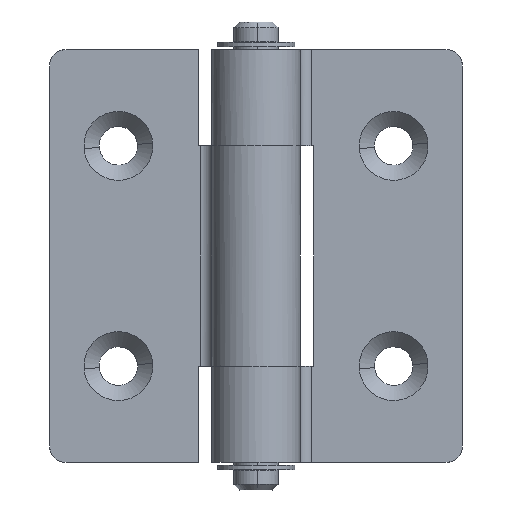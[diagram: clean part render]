
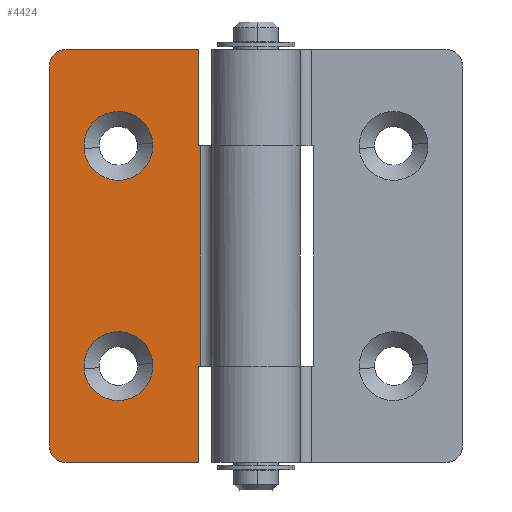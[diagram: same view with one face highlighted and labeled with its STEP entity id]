
A CAD part, front view. The second image highlights one B-rep face of the part: STEP entity #4424.
In plain terms, the highlighted free-form (B-spline) face has degree [1, 1] with [2, 2] control points.
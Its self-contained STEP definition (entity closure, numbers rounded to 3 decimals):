
#3256=CARTESIAN_POINT('',(-18.769,2.,57.99));
#3257=VERTEX_POINT('',#3256);
#3263=CARTESIAN_POINT('',(-25.0,2.0,63.75));
#3264=VERTEX_POINT('',#3263);
#3265=CARTESIAN_POINT('',(-25.0,2.0,63.75));
#3266=CARTESIAN_POINT('',(-19.223,2.,63.75));
#3267=CARTESIAN_POINT('',(-18.769,2.,57.99));
#3275=(BOUNDED_CURVE()B_SPLINE_CURVE(2,(#3265,#3266,#3267),.UNSPECIFIED.,.F.,.U.)B_SPLINE_CURVE_WITH_KNOTS((3,3),(0.0,0.236),.UNSPECIFIED.)CURVE()GEOMETRIC_REPRESENTATION_ITEM()RATIONAL_B_SPLINE_CURVE((1.0,0.723,0.97))REPRESENTATION_ITEM(''));
#3276=EDGE_CURVE('',#3264,#3257,#3275,.T.);
#3278=CARTESIAN_POINT('',(-31.231,2.,57.01));
#3279=VERTEX_POINT('',#3278);
#3280=CARTESIAN_POINT('',(-31.231,2.,57.01));
#3281=CARTESIAN_POINT('',(-31.25,2.,57.254));
#3282=CARTESIAN_POINT('',(-31.25,2.,57.5));
#3283=CARTESIAN_POINT('',(-31.25,2.,63.75));
#3284=CARTESIAN_POINT('',(-25.0,2.0,63.75));
#3292=(BOUNDED_CURVE()B_SPLINE_CURVE(2,(#3280,#3281,#3282,#3283,#3284),.UNSPECIFIED.,.F.,.U.)B_SPLINE_CURVE_WITH_KNOTS((3,2,3),(0.736,0.75,1.0),.UNSPECIFIED.)CURVE()GEOMETRIC_REPRESENTATION_ITEM()RATIONAL_B_SPLINE_CURVE((0.97,0.984,1.0,0.707,1.0))REPRESENTATION_ITEM(''));
#3293=EDGE_CURVE('',#3279,#3264,#3292,.T.);
#3399=CARTESIAN_POINT('',(-25.0,2.0,51.25));
#3400=VERTEX_POINT('',#3399);
#3401=CARTESIAN_POINT('',(-25.0,2.0,51.25));
#3402=CARTESIAN_POINT('',(-30.777,2.,51.25));
#3403=CARTESIAN_POINT('',(-31.231,2.,57.01));
#3411=(BOUNDED_CURVE()B_SPLINE_CURVE(2,(#3401,#3402,#3403),.UNSPECIFIED.,.F.,.U.)B_SPLINE_CURVE_WITH_KNOTS((3,3),(0.5,0.736),.UNSPECIFIED.)CURVE()GEOMETRIC_REPRESENTATION_ITEM()RATIONAL_B_SPLINE_CURVE((1.0,0.723,0.97))REPRESENTATION_ITEM(''));
#3412=EDGE_CURVE('',#3400,#3279,#3411,.T.);
#3414=CARTESIAN_POINT('',(-18.769,2.,57.99));
#3415=CARTESIAN_POINT('',(-18.75,2.,57.746));
#3416=CARTESIAN_POINT('',(-18.75,2.,57.5));
#3417=CARTESIAN_POINT('',(-18.75,2.,51.25));
#3418=CARTESIAN_POINT('',(-25.0,2.0,51.25));
#3426=(BOUNDED_CURVE()B_SPLINE_CURVE(2,(#3414,#3415,#3416,#3417,#3418),.UNSPECIFIED.,.F.,.U.)B_SPLINE_CURVE_WITH_KNOTS((3,2,3),(0.236,0.25,0.5),.UNSPECIFIED.)CURVE()GEOMETRIC_REPRESENTATION_ITEM()RATIONAL_B_SPLINE_CURVE((0.97,0.984,1.0,0.707,1.0))REPRESENTATION_ITEM(''));
#3427=EDGE_CURVE('',#3257,#3400,#3426,.T.);
#3592=CARTESIAN_POINT('',(-18.769,2.,17.99));
#3593=VERTEX_POINT('',#3592);
#3599=CARTESIAN_POINT('',(-25.0,2.0,23.75));
#3600=VERTEX_POINT('',#3599);
#3601=CARTESIAN_POINT('',(-25.0,2.0,23.75));
#3602=CARTESIAN_POINT('',(-19.223,2.,23.75));
#3603=CARTESIAN_POINT('',(-18.769,2.,17.99));
#3611=(BOUNDED_CURVE()B_SPLINE_CURVE(2,(#3601,#3602,#3603),.UNSPECIFIED.,.F.,.U.)B_SPLINE_CURVE_WITH_KNOTS((3,3),(0.0,0.236),.UNSPECIFIED.)CURVE()GEOMETRIC_REPRESENTATION_ITEM()RATIONAL_B_SPLINE_CURVE((1.0,0.723,0.97))REPRESENTATION_ITEM(''));
#3612=EDGE_CURVE('',#3600,#3593,#3611,.T.);
#3614=CARTESIAN_POINT('',(-31.231,2.,17.01));
#3615=VERTEX_POINT('',#3614);
#3616=CARTESIAN_POINT('',(-31.231,2.,17.01));
#3617=CARTESIAN_POINT('',(-31.25,2.,17.254));
#3618=CARTESIAN_POINT('',(-31.25,2.,17.5));
#3619=CARTESIAN_POINT('',(-31.25,2.,23.75));
#3620=CARTESIAN_POINT('',(-25.0,2.0,23.75));
#3628=(BOUNDED_CURVE()B_SPLINE_CURVE(2,(#3616,#3617,#3618,#3619,#3620),.UNSPECIFIED.,.F.,.U.)B_SPLINE_CURVE_WITH_KNOTS((3,2,3),(0.736,0.75,1.0),.UNSPECIFIED.)CURVE()GEOMETRIC_REPRESENTATION_ITEM()RATIONAL_B_SPLINE_CURVE((0.97,0.984,1.0,0.707,1.0))REPRESENTATION_ITEM(''));
#3629=EDGE_CURVE('',#3615,#3600,#3628,.T.);
#3735=CARTESIAN_POINT('',(-25.0,2.0,11.25));
#3736=VERTEX_POINT('',#3735);
#3737=CARTESIAN_POINT('',(-25.0,2.0,11.25));
#3738=CARTESIAN_POINT('',(-30.777,2.,11.25));
#3739=CARTESIAN_POINT('',(-31.231,2.,17.01));
#3747=(BOUNDED_CURVE()B_SPLINE_CURVE(2,(#3737,#3738,#3739),.UNSPECIFIED.,.F.,.U.)B_SPLINE_CURVE_WITH_KNOTS((3,3),(0.5,0.736),.UNSPECIFIED.)CURVE()GEOMETRIC_REPRESENTATION_ITEM()RATIONAL_B_SPLINE_CURVE((1.0,0.723,0.97))REPRESENTATION_ITEM(''));
#3748=EDGE_CURVE('',#3736,#3615,#3747,.T.);
#3750=CARTESIAN_POINT('',(-18.769,2.,17.99));
#3751=CARTESIAN_POINT('',(-18.75,2.,17.746));
#3752=CARTESIAN_POINT('',(-18.75,2.,17.5));
#3753=CARTESIAN_POINT('',(-18.75,2.,11.25));
#3754=CARTESIAN_POINT('',(-25.0,2.0,11.25));
#3762=(BOUNDED_CURVE()B_SPLINE_CURVE(2,(#3750,#3751,#3752,#3753,#3754),.UNSPECIFIED.,.F.,.U.)B_SPLINE_CURVE_WITH_KNOTS((3,2,3),(0.236,0.25,0.5),.UNSPECIFIED.)CURVE()GEOMETRIC_REPRESENTATION_ITEM()RATIONAL_B_SPLINE_CURVE((0.97,0.984,1.0,0.707,1.0))REPRESENTATION_ITEM(''));
#3763=EDGE_CURVE('',#3593,#3736,#3762,.T.);
#4108=CARTESIAN_POINT('',(-10.5,2.0,57.5));
#4109=VERTEX_POINT('',#4108);
#4115=CARTESIAN_POINT('',(-10.,2.0,57.5));
#4116=VERTEX_POINT('',#4115);
#4117=CARTESIAN_POINT('',(-10.,2.0,57.5));
#4118=CARTESIAN_POINT('',(-10.5,2.0,57.5));
#4119=QUASI_UNIFORM_CURVE('',1,(#4117,#4118),.UNSPECIFIED.,.F.,.U.);
#4120=EDGE_CURVE('',#4116,#4109,#4119,.T.);
#4152=CARTESIAN_POINT('',(-10.5,2.0,75.0));
#4153=VERTEX_POINT('',#4152);
#4159=CARTESIAN_POINT('',(-10.5,2.0,57.5));
#4160=CARTESIAN_POINT('',(-10.5,2.0,75.0));
#4161=QUASI_UNIFORM_CURVE('',1,(#4159,#4160),.UNSPECIFIED.,.F.,.U.);
#4162=EDGE_CURVE('',#4109,#4153,#4161,.T.);
#4172=CARTESIAN_POINT('',(-10.5,2.0,0.0));
#4173=VERTEX_POINT('',#4172);
#4180=CARTESIAN_POINT('',(-10.5,2.0,17.5));
#4181=VERTEX_POINT('',#4180);
#4187=CARTESIAN_POINT('',(-10.5,2.0,0.0));
#4188=CARTESIAN_POINT('',(-10.5,2.0,17.5));
#4189=QUASI_UNIFORM_CURVE('',1,(#4187,#4188),.UNSPECIFIED.,.F.,.U.);
#4190=EDGE_CURVE('',#4173,#4181,#4189,.T.);
#4203=CARTESIAN_POINT('',(-10.,2.0,17.5));
#4204=VERTEX_POINT('',#4203);
#4218=CARTESIAN_POINT('',(-10.5,2.0,17.5));
#4219=CARTESIAN_POINT('',(-10.,2.0,17.5));
#4220=QUASI_UNIFORM_CURVE('',1,(#4218,#4219),.UNSPECIFIED.,.F.,.U.);
#4221=EDGE_CURVE('',#4181,#4204,#4220,.T.);
#4246=CARTESIAN_POINT('',(-37.5,2.0,3.0));
#4247=VERTEX_POINT('',#4246);
#4248=CARTESIAN_POINT('',(-34.5,2.0,0.0));
#4249=VERTEX_POINT('',#4248);
#4250=CARTESIAN_POINT('',(-37.5,2.0,3.0));
#4251=CARTESIAN_POINT('',(-37.5,2.,0.0));
#4252=CARTESIAN_POINT('',(-34.5,2.0,0.0));
#4260=(BOUNDED_CURVE()B_SPLINE_CURVE(2,(#4250,#4251,#4252),.UNSPECIFIED.,.F.,.U.)CURVE()GEOMETRIC_REPRESENTATION_ITEM()QUASI_UNIFORM_CURVE()RATIONAL_B_SPLINE_CURVE((1.0,0.707,1.0))REPRESENTATION_ITEM(''));
#4261=EDGE_CURVE('',#4247,#4249,#4260,.T.);
#4291=CARTESIAN_POINT('',(-34.5,2.0,75.0));
#4292=VERTEX_POINT('',#4291);
#4293=CARTESIAN_POINT('',(-37.5,2.0,72.0));
#4294=VERTEX_POINT('',#4293);
#4295=CARTESIAN_POINT('',(-34.5,2.0,75.0));
#4296=CARTESIAN_POINT('',(-37.5,2.,75.));
#4297=CARTESIAN_POINT('',(-37.5,2.0,72.0));
#4305=(BOUNDED_CURVE()B_SPLINE_CURVE(2,(#4295,#4296,#4297),.UNSPECIFIED.,.F.,.U.)CURVE()GEOMETRIC_REPRESENTATION_ITEM()QUASI_UNIFORM_CURVE()RATIONAL_B_SPLINE_CURVE((1.0,0.707,1.0))REPRESENTATION_ITEM(''));
#4306=EDGE_CURVE('',#4292,#4294,#4305,.T.);
#4329=CARTESIAN_POINT('',(-37.5,2.0,72.0));
#4330=CARTESIAN_POINT('',(-37.5,2.0,3.0));
#4331=QUASI_UNIFORM_CURVE('',1,(#4329,#4330),.UNSPECIFIED.,.F.,.U.);
#4332=EDGE_CURVE('',#4294,#4247,#4331,.T.);
#4345=CARTESIAN_POINT('',(-10.5,2.0,0.0));
#4346=CARTESIAN_POINT('',(-34.5,2.0,0.0));
#4347=QUASI_UNIFORM_CURVE('',1,(#4345,#4346),.UNSPECIFIED.,.F.,.U.);
#4348=EDGE_CURVE('',#4173,#4249,#4347,.T.);
#4362=CARTESIAN_POINT('',(-10.5,2.0,75.0));
#4363=CARTESIAN_POINT('',(-34.5,2.0,75.0));
#4364=QUASI_UNIFORM_CURVE('',1,(#4362,#4363),.UNSPECIFIED.,.F.,.U.);
#4365=EDGE_CURVE('',#4153,#4292,#4364,.T.);
#4385=CARTESIAN_POINT('',(-10.,2.0,57.5));
#4386=CARTESIAN_POINT('',(-10.,2.0,17.5));
#4387=QUASI_UNIFORM_CURVE('',1,(#4385,#4386),.UNSPECIFIED.,.F.,.U.);
#4388=EDGE_CURVE('',#4116,#4204,#4387,.T.);
#4395=CARTESIAN_POINT('',(-38.874,2.0,78.746));
#4396=CARTESIAN_POINT('',(-38.874,2.0,-3.746));
#4397=CARTESIAN_POINT('',(-8.626,2.0,78.746));
#4398=CARTESIAN_POINT('',(-8.626,2.0,-3.746));
#4399=B_SPLINE_SURFACE_WITH_KNOTS('',1,1,((#4395,#4397),(#4396,#4398)),.UNSPECIFIED.,.F.,.F.,.U.,(2,2),(2,2),(0.0,82.493),(0.0,30.247),.UNSPECIFIED.);
#4400=ORIENTED_EDGE('',*,*,#4120,.T.);
#4401=ORIENTED_EDGE('',*,*,#4162,.T.);
#4402=ORIENTED_EDGE('',*,*,#4365,.T.);
#4403=ORIENTED_EDGE('',*,*,#4306,.T.);
#4404=ORIENTED_EDGE('',*,*,#4332,.T.);
#4405=ORIENTED_EDGE('',*,*,#4261,.T.);
#4406=ORIENTED_EDGE('',*,*,#4348,.F.);
#4407=ORIENTED_EDGE('',*,*,#4190,.T.);
#4408=ORIENTED_EDGE('',*,*,#4221,.T.);
#4409=ORIENTED_EDGE('',*,*,#4388,.F.);
#4410=EDGE_LOOP('',(#4400,#4401,#4402,#4403,#4404,#4405,#4406,#4407,#4408,#4409));
#4411=FACE_OUTER_BOUND('',#4410,.T.);
#4412=ORIENTED_EDGE('',*,*,#3748,.T.);
#4413=ORIENTED_EDGE('',*,*,#3629,.T.);
#4414=ORIENTED_EDGE('',*,*,#3612,.T.);
#4415=ORIENTED_EDGE('',*,*,#3763,.T.);
#4416=EDGE_LOOP('',(#4412,#4413,#4414,#4415));
#4417=FACE_BOUND('',#4416,.T.);
#4418=ORIENTED_EDGE('',*,*,#3412,.T.);
#4419=ORIENTED_EDGE('',*,*,#3293,.T.);
#4420=ORIENTED_EDGE('',*,*,#3276,.T.);
#4421=ORIENTED_EDGE('',*,*,#3427,.T.);
#4422=EDGE_LOOP('',(#4418,#4419,#4420,#4421));
#4423=FACE_BOUND('',#4422,.T.);
#4424=ADVANCED_FACE('',(#4411,#4417,#4423),#4399,.T.);
